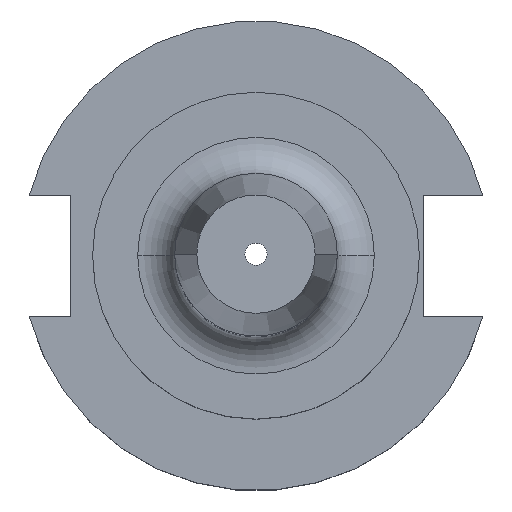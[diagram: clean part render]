
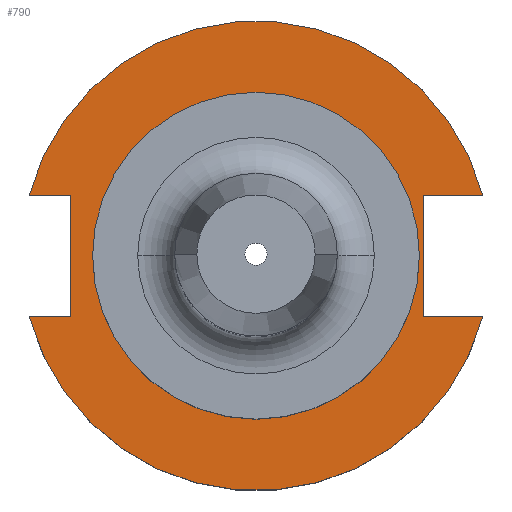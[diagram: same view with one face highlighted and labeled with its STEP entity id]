
A CAD part, top view. The second image highlights one B-rep face of the part: STEP entity #790.
In plain terms, the highlighted planar face has unit normal (0, 0, 1).
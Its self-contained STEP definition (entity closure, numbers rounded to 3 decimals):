
#19 = EDGE_CURVE ( 'NONE', #1664, #218, #1668, .T. ) ;
#20 = DIRECTION ( 'NONE',  ( -1., 0., 0. ) ) ;
#58 = ORIENTED_EDGE ( 'NONE', *, *, #291, .F. ) ;
#63 = CARTESIAN_POINT ( 'NONE',  ( -25.091, -8.191, 19.05 ) ) ;
#79 = CARTESIAN_POINT ( 'NONE',  ( 0., 0., 19.05 ) ) ;
#125 = FACE_BOUND ( 'NONE', #526, .T. ) ;
#150 = VERTEX_POINT ( 'NONE', #276 ) ;
#158 = LINE ( 'NONE', #950, #1160 ) ;
#174 = CIRCLE ( 'NONE', #522, 22.1 ) ;
#199 = DIRECTION ( 'NONE',  ( 0., 0., 1. ) ) ;
#207 = DIRECTION ( 'NONE',  ( 1., 0., 0. ) ) ;
#209 = DIRECTION ( 'NONE',  ( 0., 1., 0. ) ) ;
#218 = VERTEX_POINT ( 'NONE', #858 ) ;
#276 = CARTESIAN_POINT ( 'NONE',  ( 22.606, 8.191, 19.05 ) ) ;
#277 = VECTOR ( 'NONE', #523, 1000. ) ;
#289 = EDGE_CURVE ( 'NONE', #385, #218, #1323, .T. ) ;
#291 = EDGE_CURVE ( 'NONE', #320, #1050, #984, .T. ) ;
#320 = VERTEX_POINT ( 'NONE', #1621 ) ;
#329 = AXIS2_PLACEMENT_3D ( 'NONE', #995, #199, #1093 ) ;
#330 = DIRECTION ( 'NONE',  ( 1., 0., 0. ) ) ;
#337 = VERTEX_POINT ( 'NONE', #1106 ) ;
#370 = ORIENTED_EDGE ( 'NONE', *, *, #1390, .T. ) ;
#384 = DIRECTION ( 'NONE',  ( 0., 0., -1. ) ) ;
#385 = VERTEX_POINT ( 'NONE', #682 ) ;
#391 = EDGE_CURVE ( 'NONE', #1667, #698, #158, .T. ) ;
#507 = EDGE_LOOP ( 'NONE', ( #1643, #1333, #1541, #552, #797, #1669, #370, #597 ) ) ;
#522 = AXIS2_PLACEMENT_3D ( 'NONE', #79, #909, #207 ) ;
#523 = DIRECTION ( 'NONE',  ( 1., 0., 0. ) ) ;
#526 = EDGE_LOOP ( 'NONE', ( #1241, #58 ) ) ;
#531 = DIRECTION ( 'NONE',  ( 0., -1., 0. ) ) ;
#552 = ORIENTED_EDGE ( 'NONE', *, *, #289, .F. ) ;
#559 = CARTESIAN_POINT ( 'NONE',  ( 22.1, 0., 19.05 ) ) ;
#572 = LINE ( 'NONE', #947, #1567 ) ;
#597 = ORIENTED_EDGE ( 'NONE', *, *, #391, .T. ) ;
#602 = CARTESIAN_POINT ( 'NONE',  ( -25.091, 8.191, 19.05 ) ) ;
#644 = AXIS2_PLACEMENT_3D ( 'NONE', #1602, #693, #1487 ) ;
#682 = CARTESIAN_POINT ( 'NONE',  ( 22.606, -8.191, 19.05 ) ) ;
#693 = DIRECTION ( 'NONE',  ( 0., 0., 1. ) ) ;
#698 = VERTEX_POINT ( 'NONE', #1428 ) ;
#711 = VECTOR ( 'NONE', #209, 1000. ) ;
#722 = CARTESIAN_POINT ( 'NONE',  ( 22.606, 22.1, 19.05 ) ) ;
#748 = EDGE_CURVE ( 'NONE', #1050, #320, #174, .T. ) ;
#790 = ADVANCED_FACE ( 'NONE', ( #125, #1435 ), #1646, .F. ) ;
#797 = ORIENTED_EDGE ( 'NONE', *, *, #1094, .T. ) ;
#858 = CARTESIAN_POINT ( 'NONE',  ( 30.675, -8.191, 19.05 ) ) ;
#909 = DIRECTION ( 'NONE',  ( 0., 0., 1. ) ) ;
#922 = CARTESIAN_POINT ( 'NONE',  ( 0., -8.191, 19.05 ) ) ;
#933 = EDGE_CURVE ( 'NONE', #698, #1593, #1275, .T. ) ;
#947 = CARTESIAN_POINT ( 'NONE',  ( 0., 8.191, 19.05 ) ) ;
#950 = CARTESIAN_POINT ( 'NONE',  ( -61.091, 8.191, 19.05 ) ) ;
#974 = VECTOR ( 'NONE', #531, 1000. ) ;
#984 = CIRCLE ( 'NONE', #1335, 22.1 ) ;
#993 = CARTESIAN_POINT ( 'NONE',  ( 0., 0., 19.05 ) ) ;
#995 = CARTESIAN_POINT ( 'NONE',  ( 0., 0., 19.05 ) ) ;
#1022 = EDGE_CURVE ( 'NONE', #337, #150, #572, .T. ) ;
#1046 = CARTESIAN_POINT ( 'NONE',  ( 0., 22.1, 19.05 ) ) ;
#1050 = VERTEX_POINT ( 'NONE', #559 ) ;
#1067 = AXIS2_PLACEMENT_3D ( 'NONE', #1046, #384, #1397 ) ;
#1093 = DIRECTION ( 'NONE',  ( 1., 0., 0. ) ) ;
#1094 = EDGE_CURVE ( 'NONE', #385, #150, #1414, .T. ) ;
#1106 = CARTESIAN_POINT ( 'NONE',  ( 30.675, 8.191, 19.05 ) ) ;
#1160 = VECTOR ( 'NONE', #1213, 1000. ) ;
#1213 = DIRECTION ( 'NONE',  ( 1., 0., 0. ) ) ;
#1241 = ORIENTED_EDGE ( 'NONE', *, *, #748, .F. ) ;
#1247 = DIRECTION ( 'NONE',  ( 0., 0., 1. ) ) ;
#1275 = LINE ( 'NONE', #602, #974 ) ;
#1297 = CARTESIAN_POINT ( 'NONE',  ( -61.091, -8.191, 19.05 ) ) ;
#1322 = DIRECTION ( 'NONE',  ( 1., 0., 0. ) ) ;
#1323 = LINE ( 'NONE', #922, #277 ) ;
#1333 = ORIENTED_EDGE ( 'NONE', *, *, #1463, .F. ) ;
#1335 = AXIS2_PLACEMENT_3D ( 'NONE', #993, #1247, #330 ) ;
#1339 = CARTESIAN_POINT ( 'NONE',  ( -30.675, -8.191, 19.05 ) ) ;
#1354 = LINE ( 'NONE', #1297, #1604 ) ;
#1390 = EDGE_CURVE ( 'NONE', #337, #1667, #1395, .T. ) ;
#1395 = CIRCLE ( 'NONE', #329, 31.75 ) ;
#1397 = DIRECTION ( 'NONE',  ( -1., 0., 0. ) ) ;
#1414 = LINE ( 'NONE', #722, #711 ) ;
#1428 = CARTESIAN_POINT ( 'NONE',  ( -25.091, 8.191, 19.05 ) ) ;
#1435 = FACE_OUTER_BOUND ( 'NONE', #507, .T. ) ;
#1463 = EDGE_CURVE ( 'NONE', #1664, #1593, #1354, .T. ) ;
#1487 = DIRECTION ( 'NONE',  ( 1., 0., 0. ) ) ;
#1541 = ORIENTED_EDGE ( 'NONE', *, *, #19, .T. ) ;
#1567 = VECTOR ( 'NONE', #20, 1000. ) ;
#1593 = VERTEX_POINT ( 'NONE', #63 ) ;
#1600 = CARTESIAN_POINT ( 'NONE',  ( -30.675, 8.191, 19.05 ) ) ;
#1602 = CARTESIAN_POINT ( 'NONE',  ( 0., 0., 19.05 ) ) ;
#1604 = VECTOR ( 'NONE', #1322, 1000. ) ;
#1621 = CARTESIAN_POINT ( 'NONE',  ( -22.1, 0., 19.05 ) ) ;
#1643 = ORIENTED_EDGE ( 'NONE', *, *, #933, .T. ) ;
#1646 = PLANE ( 'NONE',  #1067 ) ;
#1664 = VERTEX_POINT ( 'NONE', #1339 ) ;
#1667 = VERTEX_POINT ( 'NONE', #1600 ) ;
#1668 = CIRCLE ( 'NONE', #644, 31.75 ) ;
#1669 = ORIENTED_EDGE ( 'NONE', *, *, #1022, .F. ) ;
